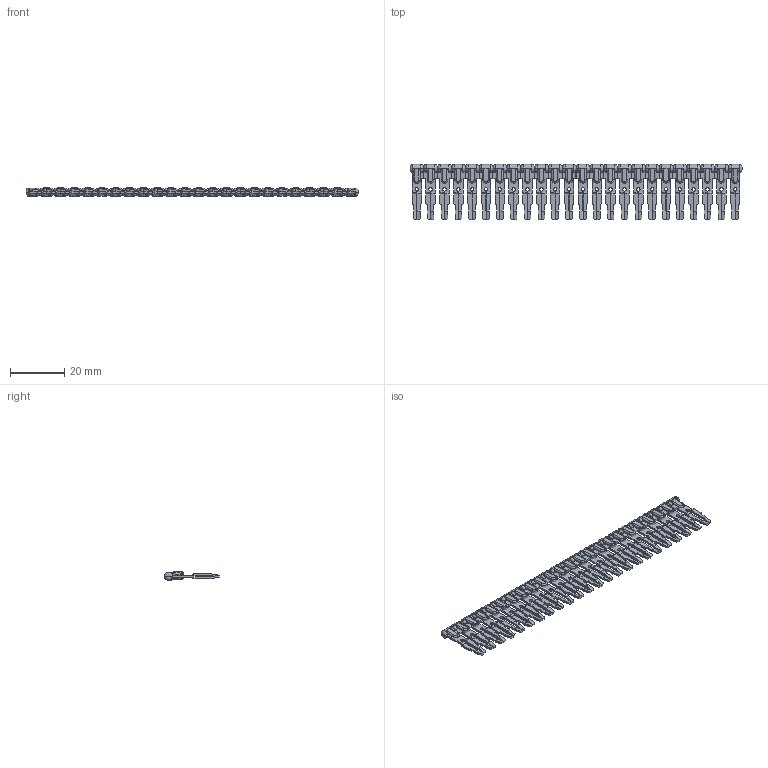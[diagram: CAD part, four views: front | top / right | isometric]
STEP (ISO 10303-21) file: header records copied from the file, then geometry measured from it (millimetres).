
FILE_DESCRIPTION (( 'STEP AP214' ), '1' );
FILE_NAME ('43525_24_DN-24J2Y.STEP', '2014-05-29T12:51:28', ( '' ), ( '' ), 'SwSTEP 2.0', 'SolidWorks 2013', '' );
FILE_SCHEMA (( 'AUTOMOTIVE_DESIGN' ));
Length unit declared in the file: millimetre
Products named in the file (5): J2,5PM_J4 INTERMEDIO; J2,5PSX_J4 INTERMEDIO; J2,5_M; J2,5_N; 43525_24_DN-24J2Y
Assembly tree (48 placements, depth 2):
  43525_24_DN-24J2Y
    J2,5_N  x22
    J2,5_M  x2
    J2,5PSX_J4 INTERMEDIO  x2
    J2,5PM_J4 INTERMEDIO  x22
Bounding box: 122.29 x 20.34 x 3.18 mm (x, y, z)
Volume: 2348 mm3; surface area: 6219.9 mm2
Topology: 48 solids, 48 shells, 1822 faces, 4974 edges, 3266 vertices
Faces by surface type: plane 1090, cylinder 472, torus 164, bspline 96
Entity records: 5532 total; most frequent: CARTESIAN_POINT 1450, DIRECTION 818, ORIENTED_EDGE 770, EDGE_CURVE 385, AXIS2_PLACEMENT_3D 279, LINE 260, VECTOR 260, VERTEX_POINT 253
